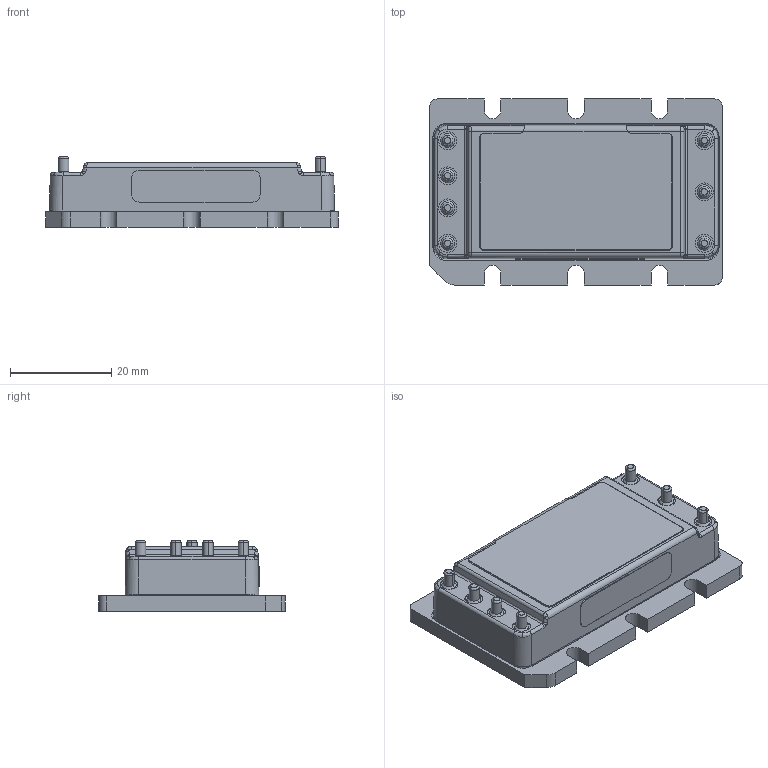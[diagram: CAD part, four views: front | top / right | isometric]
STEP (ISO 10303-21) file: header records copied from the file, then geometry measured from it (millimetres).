
FILE_DESCRIPTION(('FreeCAD Model'),'2;1');
FILE_NAME('37207r1-VxxCxxxxxxBP.step', '2017-03-16T10:03:44',('kicad StepUp'),('ksu MCAD'), 'Open CASCADE STEP processor 6.8','FreeCAD','Unknown');
FILE_SCHEMA(('AUTOMOTIVE_DESIGN_CC2 { 1 2 10303 214 -1 1 5 4 }'));
Length unit declared in the file: millimetre
Products named in the file (1): 37207r1-VxxCxxxxxxBP
Bounding box: 57.91 x 36.83 x 14.01 mm (x, y, z)
Volume: 20065.8 mm3; surface area: 7120.6 mm2
Topology: 1 solids, 1 shells, 260 faces, 637 edges, 396 vertices
Faces by surface type: plane 90, cylinder 82, bspline 58, cone 30
Entity records: 11734 total; most frequent: CARTESIAN_POINT 4087, ORIENTED_EDGE 1274, DIRECTION 1147, EDGE_CURVE 637, AXIS2_PLACEMENT_3D 419, VERTEX_POINT 396, LINE 309, VECTOR 309
